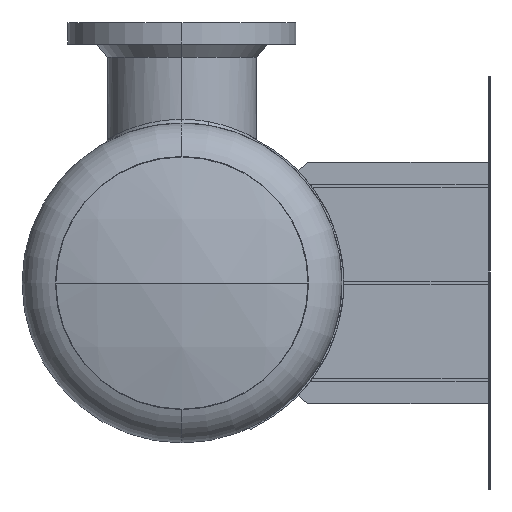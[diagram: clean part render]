
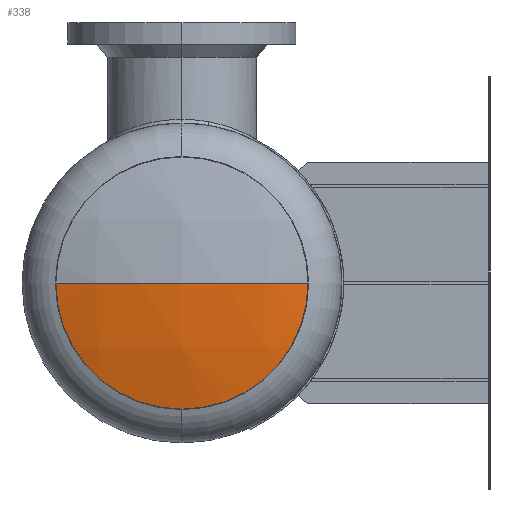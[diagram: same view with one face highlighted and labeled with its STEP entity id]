
A CAD part, left-side view. The second image highlights one B-rep face of the part: STEP entity #338.
In plain terms, the highlighted spherical face has radius 1205 mm.
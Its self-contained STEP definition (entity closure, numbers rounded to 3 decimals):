
#17 = DIRECTION ( 'NONE',  ( 0., 0., 1. ) ) ;
#325 = DIRECTION ( 'NONE',  ( 1., 0., 0. ) ) ;
#338 = ADVANCED_FACE ( 'NONE', ( #5165 ), #4693, .T. ) ;
#356 = DIRECTION ( 'NONE',  ( 0., 0., -1. ) ) ;
#615 = EDGE_CURVE ( 'NONE', #4561, #4366, #4027, .T. ) ;
#620 = AXIS2_PLACEMENT_3D ( 'NONE', #4964, #356, #2162 ) ;
#1069 = DIRECTION ( 'NONE',  ( 0., 0., -1. ) ) ;
#1469 = ORIENTED_EDGE ( 'NONE', *, *, #2094, .T. ) ;
#1521 = CARTESIAN_POINT ( 'NONE',  ( -1205.95, 0., 0. ) ) ;
#1551 = VERTEX_POINT ( 'NONE', #4490 ) ;
#1591 = CARTESIAN_POINT ( 'NONE',  ( -1205.95, 0., 0. ) ) ;
#1922 = AXIS2_PLACEMENT_3D ( 'NONE', #1521, #3354, #1069 ) ;
#2087 = CIRCLE ( 'NONE', #3908, 340.301 ) ;
#2094 = EDGE_CURVE ( 'NONE', #1551, #4366, #3211, .T. ) ;
#2162 = DIRECTION ( 'NONE',  ( -1., 0., 0. ) ) ;
#2279 = VERTEX_POINT ( 'NONE', #4385 ) ;
#2291 = EDGE_CURVE ( 'NONE', #1551, #2279, #3862, .T. ) ;
#2555 = ORIENTED_EDGE ( 'NONE', *, *, #2291, .F. ) ;
#2616 = AXIS2_PLACEMENT_3D ( 'NONE', #3807, #3448, #4270 ) ;
#2950 = ORIENTED_EDGE ( 'NONE', *, *, #3690, .F. ) ;
#2972 = DIRECTION ( 'NONE',  ( 0., 0., -1. ) ) ;
#3211 = CIRCLE ( 'NONE', #620, 1205. ) ;
#3354 = DIRECTION ( 'NONE',  ( 1., 0., 0. ) ) ;
#3365 = CARTESIAN_POINT ( 'NONE',  ( -1205.95, 340.301, 0. ) ) ;
#3448 = DIRECTION ( 'NONE',  ( 0., 0., 1. ) ) ;
#3690 = EDGE_CURVE ( 'NONE', #2279, #4561, #2087, .T. ) ;
#3807 = CARTESIAN_POINT ( 'NONE',  ( -50., 0., 0. ) ) ;
#3858 = ORIENTED_EDGE ( 'NONE', *, *, #615, .F. ) ;
#3862 = CIRCLE ( 'NONE', #2616, 1205. ) ;
#3908 = AXIS2_PLACEMENT_3D ( 'NONE', #1591, #325, #2972 ) ;
#4027 = CIRCLE ( 'NONE', #1922, 340.301 ) ;
#4200 = CARTESIAN_POINT ( 'NONE',  ( -50., 0., 0. ) ) ;
#4270 = DIRECTION ( 'NONE',  ( 0., -1., 0. ) ) ;
#4366 = VERTEX_POINT ( 'NONE', #3365 ) ;
#4385 = CARTESIAN_POINT ( 'NONE',  ( -1205.95, -340.301, 0. ) ) ;
#4490 = CARTESIAN_POINT ( 'NONE',  ( -1255., 0., 0. ) ) ;
#4561 = VERTEX_POINT ( 'NONE', #5273 ) ;
#4664 = DIRECTION ( 'NONE',  ( 0., 1., 0. ) ) ;
#4693 = SPHERICAL_SURFACE ( 'NONE', #5069, 1205. ) ;
#4964 = CARTESIAN_POINT ( 'NONE',  ( -50., 0., 0. ) ) ;
#5069 = AXIS2_PLACEMENT_3D ( 'NONE', #4200, #17, #4664 ) ;
#5165 = FACE_OUTER_BOUND ( 'NONE', #5317, .T. ) ;
#5273 = CARTESIAN_POINT ( 'NONE',  ( -1205.95, 0., -340.301 ) ) ;
#5317 = EDGE_LOOP ( 'NONE', ( #2555, #1469, #3858, #2950 ) ) ;
